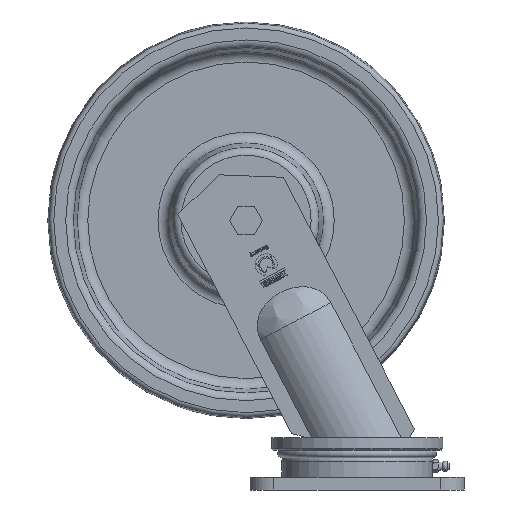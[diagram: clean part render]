
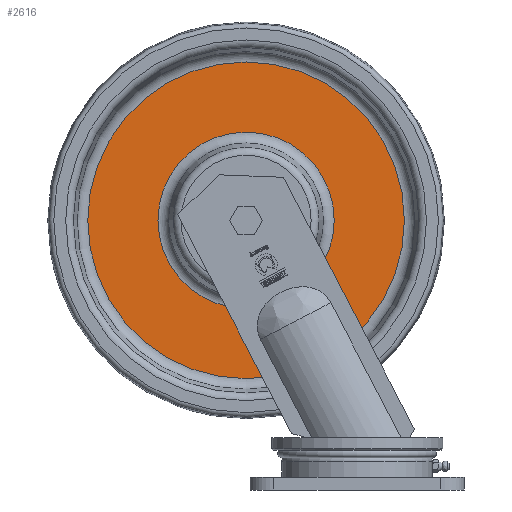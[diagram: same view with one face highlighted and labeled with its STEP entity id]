
A CAD part, left-side view. The second image highlights one B-rep face of the part: STEP entity #2616.
In plain terms, the highlighted planar face has unit normal (-1, 0, 0).
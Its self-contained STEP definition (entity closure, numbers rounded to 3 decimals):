
#646=PLANE('',#12284);
#789=FACE_BOUND('',#4022,.T.);
#2616=ADVANCED_FACE('',(#789,#3291),#646,.T.);
#3291=FACE_OUTER_BOUND('',#4023,.T.);
#4022=EDGE_LOOP('',(#8644));
#4023=EDGE_LOOP('',(#8645));
#8644=ORIENTED_EDGE('',*,*,#11509,.F.);
#8645=ORIENTED_EDGE('',*,*,#11510,.F.);
#9895=VERTEX_POINT('',#22198);
#9896=VERTEX_POINT('',#22200);
#11509=EDGE_CURVE('',#9895,#9895,#11721,.T.);
#11510=EDGE_CURVE('',#9896,#9896,#11722,.T.);
#11721=CIRCLE('',#12282,55.559);
#11722=CIRCLE('',#12283,99.807);
#12282=AXIS2_PLACEMENT_3D('',#22197,#14208,#14209);
#12283=AXIS2_PLACEMENT_3D('',#22199,#14210,#14211);
#12284=AXIS2_PLACEMENT_3D('',#22201,#14212,#14213);
#14208=DIRECTION('',(-1.,0.,0.));
#14209=DIRECTION('',(0.,0.,-1.));
#14210=DIRECTION('',(1.,0.,0.));
#14211=DIRECTION('',(0.,0.,-1.));
#14212=DIRECTION('',(-1.,0.,0.));
#14213=DIRECTION('',(0.,0.,-1.));
#22197=CARTESIAN_POINT('',(-8.5,0.,0.));
#22198=CARTESIAN_POINT('',(-8.5,0.,-55.559));
#22199=CARTESIAN_POINT('',(-8.5,0.,0.));
#22200=CARTESIAN_POINT('',(-8.5,0.,-99.807));
#22201=CARTESIAN_POINT('',(-8.5,105.,0.));
